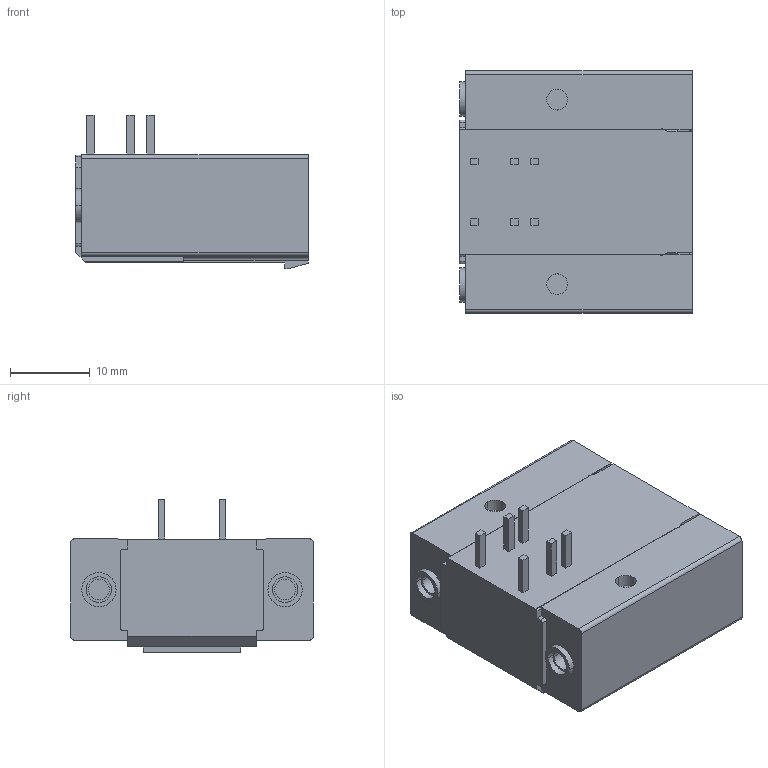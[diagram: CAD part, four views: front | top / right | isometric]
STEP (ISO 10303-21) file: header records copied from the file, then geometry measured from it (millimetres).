
FILE_DESCRIPTION((''),'2;1');
FILE_NAME('TLPHW-501R-02P','2024-09-12T13:53:36',('sheji'),(''),'CREO PARAMETRIC BY PTC INC, 2018100','CREO PARAMETRIC BY PTC INC, 2018100','');
FILE_SCHEMA(('CONFIG_CONTROL_DESIGN'));
Length unit declared in the file: millimetre
Products named in the file (1): TLPHW-501R-02P
Bounding box: 29.25 x 30.48 x 19.29 mm (x, y, z)
Volume: 9066.8 mm3; surface area: 5525.1 mm2
Topology: 1 solids, 1 shells, 283 faces, 769 edges, 508 vertices
Faces by surface type: plane 206, cylinder 75, cone 2
Entity records: 8922 total; most frequent: CARTESIAN_POINT 1603, ORIENTED_EDGE 1538, DIRECTION 1473, EDGE_CURVE 769, VECTOR 615, LINE 615, VERTEX_POINT 508, AXIS2_PLACEMENT_3D 429
